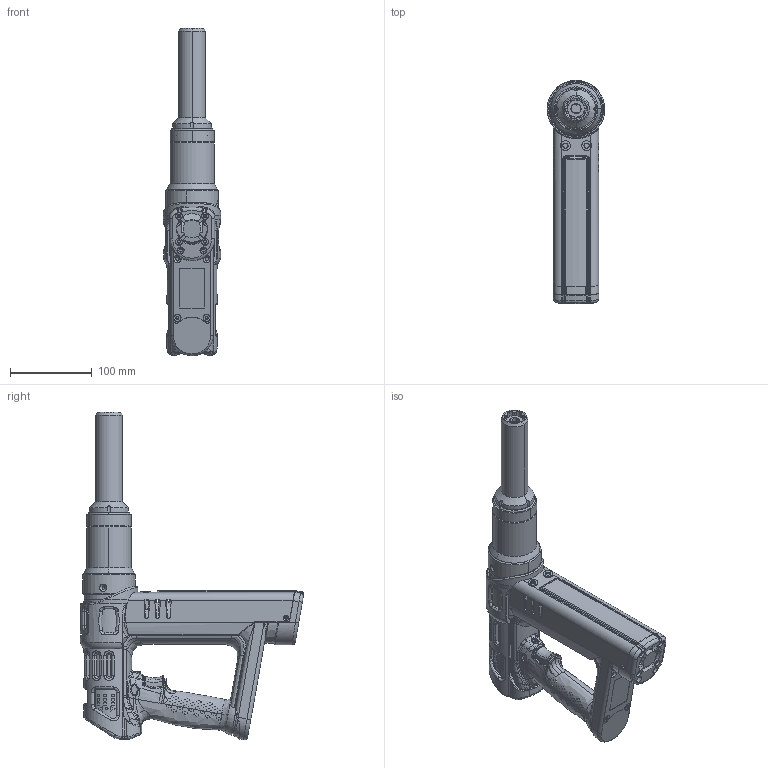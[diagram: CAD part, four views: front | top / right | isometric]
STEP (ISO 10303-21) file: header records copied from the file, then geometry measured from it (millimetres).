
FILE_DESCRIPTION((''),'2;1');
FILE_NAME('EXT_COMP_ONLY_SW0001','2020-05-03T18:37:39',('INEdipo'),(''),'CREO PARAMETRIC BY PTC INC, 2018100','CREO PARAMETRIC BY PTC INC, 2018100','');
FILE_SCHEMA(('CONFIG_CONTROL_DESIGN','SHAPE_APPEARANCE_LAYERS_GROUPS'));
Length unit declared in the file: inch
Products named in the file (1): EXT_COMP_ONLY_SW0001
Bounding box: 70.92 x 273.5 x 401.55 mm (x, y, z)
Volume: 499357.5 mm3; surface area: 315826.8 mm2
Topology: 10 solids, 12 shells, 3902 faces, 10273 edges, 6444 vertices
Faces by surface type: bspline 1235, cylinder 1182, plane 1133, cone 174, torus 144, sphere 19, extrusion 14, revolution 1
Entity records: 210485 total; most frequent: CARTESIAN_POINT 107521, ORIENTED_EDGE 20514, DIRECTION 12864, EDGE_CURVE 10257, VERTEX_POINT 6444, B_SPLINE_CURVE_WITH_KNOTS 4853, AXIS2_PLACEMENT_3D 4777, EDGE_LOOP 4203
